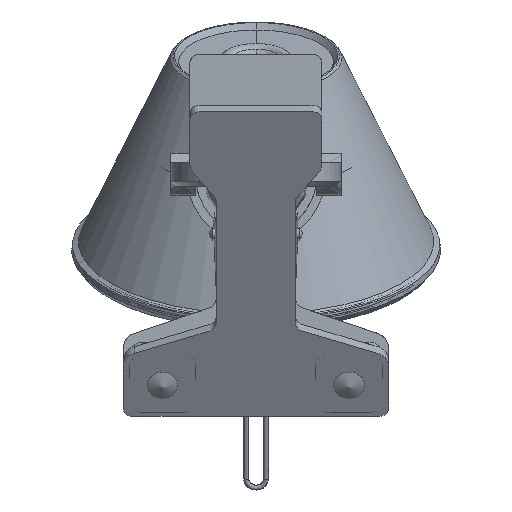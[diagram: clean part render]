
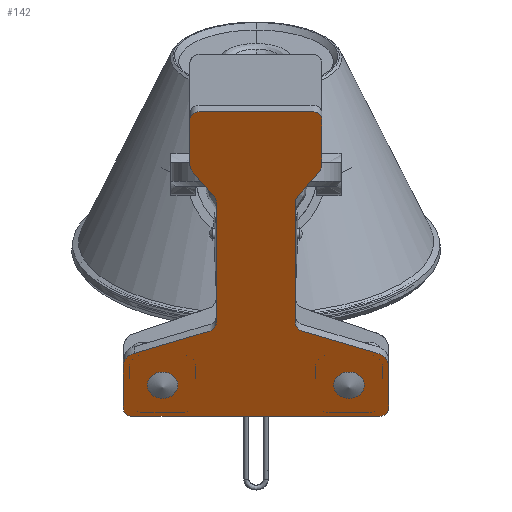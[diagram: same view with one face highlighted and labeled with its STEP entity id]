
A CAD part, left-side view. The second image highlights one B-rep face of the part: STEP entity #142.
In plain terms, the highlighted planar face has unit normal (-0.866, 0, -0.5).
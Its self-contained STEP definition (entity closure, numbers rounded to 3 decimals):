
#142=ADVANCED_FACE($,(#435),#3466,.T.);
#435=FACE_OUTER_BOUND($,#732,.T.);
#732=EDGE_LOOP($,(#1164,#1165));
#1164=ORIENTED_EDGE($,*,*,#2383,.F.);
#1165=ORIENTED_EDGE($,*,*,#2378,.F.);
#2378=EDGE_CURVE($,#3055,#3057,#3785,.T.);
#2383=EDGE_CURVE($,#3057,#3055,#3788,.T.);
#3055=VERTEX_POINT($,#5761);
#3057=VERTEX_POINT($,#5763);
#3466=PLANE($,#4559);
#3785=(
BOUNDED_CURVE()
B_SPLINE_CURVE(2,(#5519,#5520,#5521,#5522,#5523,#5524,#5525,#5526,#5527,
#5528,#5529,#5530,#5531,#5532,#5533,#5534,#5535,#5536,#5537,#5538,#5539,
#5540,#5541),.UNSPECIFIED.,.F.,.F.)
B_SPLINE_CURVE_WITH_KNOTS((3,2,2,2,2,2,2,2,2,2,2,3),(0.,24.,31.35,
35.237,59.071,65.134,79.55,84.065,
158.065,162.58,176.996,183.059),.UNSPECIFIED.)
CURVE()
GEOMETRIC_REPRESENTATION_ITEM()
RATIONAL_B_SPLINE_CURVE((1.,1.,1.,1.,1.,0.813,1.,1.,1.,0.813,
1.,1.,1.,0.707,1.,1.,1.,0.707,1.,1.,1.,0.813,
1.))
REPRESENTATION_ITEM($)
);
#3788=(
BOUNDED_CURVE()
B_SPLINE_CURVE(2,(#5594,#5595,#5596,#5597,#5598,#5599,#5600,#5601,#5602,
#5603,#5604,#5605,#5606,#5607,#5608,#5609,#5610,#5611,#5612,#5613,#5614,
#5615,#5616,#5617,#5618,#5619,#5620,#5621,#5622,#5623,#5624,#5625,#5626,
#5627,#5628),.UNSPECIFIED.,.F.,.F.)
B_SPLINE_CURVE_WITH_KNOTS((3,2,2,2,2,2,2,2,2,2,2,2,2,2,2,2,2,3),(183.059,
206.893,210.78,218.13,242.13,252.617,
254.652,265.152,268.326,283.638,288.153,
322.153,326.668,341.98,345.154,355.654,
357.689,368.176),.UNSPECIFIED.)
CURVE()
GEOMETRIC_REPRESENTATION_ITEM()
RATIONAL_B_SPLINE_CURVE((1.,1.,1.,0.813,1.,1.,1.,1.,1.,1.,1.,
0.947,1.,1.,1.,0.947,1.,1.,1.,0.707,1.,
1.,1.,0.707,1.,1.,1.,0.947,1.,1.,1.,0.947,
1.,1.,1.))
REPRESENTATION_ITEM($)
);
#4559=AXIS2_PLACEMENT_3D($,#5710,#4665,$);
#4665=DIRECTION($,(-0.866,0.,-0.5));
#5519=CARTESIAN_POINT($,(-43.321,-11.734,-17.716));
#5520=CARTESIAN_POINT($,(-37.32,-11.734,-28.108));
#5521=CARTESIAN_POINT($,(-31.32,-11.734,-38.5));
#5522=CARTESIAN_POINT($,(-29.483,-11.734,-41.683));
#5523=CARTESIAN_POINT($,(-27.645,-11.734,-44.866));
#5524=CARTESIAN_POINT($,(-26.525,-11.734,-46.806));
#5525=CARTESIAN_POINT($,(-26.165,-13.855,-47.429));
#5526=CARTESIAN_POINT($,(-24.251,-25.141,-50.745));
#5527=CARTESIAN_POINT($,(-22.336,-36.426,-54.061));
#5528=CARTESIAN_POINT($,(-21.775,-39.734,-55.033));
#5529=CARTESIAN_POINT($,(-20.029,-39.734,-58.058));
#5530=CARTESIAN_POINT($,(-16.424,-39.734,-64.301));
#5531=CARTESIAN_POINT($,(-12.82,-39.734,-70.543));
#5532=CARTESIAN_POINT($,(-11.383,-39.734,-73.033));
#5533=CARTESIAN_POINT($,(-11.383,-36.86,-73.033));
#5534=CARTESIAN_POINT($,(-11.383,0.14,-73.033));
#5535=CARTESIAN_POINT($,(-11.383,37.14,-73.033));
#5536=CARTESIAN_POINT($,(-11.383,40.015,-73.033));
#5537=CARTESIAN_POINT($,(-12.82,40.015,-70.543));
#5538=CARTESIAN_POINT($,(-16.424,40.015,-64.301));
#5539=CARTESIAN_POINT($,(-20.029,40.015,-58.058));
#5540=CARTESIAN_POINT($,(-21.775,40.015,-55.033));
#5541=CARTESIAN_POINT($,(-22.336,36.706,-54.061));
#5594=CARTESIAN_POINT($,(-22.336,36.706,-54.061));
#5595=CARTESIAN_POINT($,(-24.251,25.421,-50.745));
#5596=CARTESIAN_POINT($,(-26.165,14.136,-47.429));
#5597=CARTESIAN_POINT($,(-26.525,12.015,-46.806));
#5598=CARTESIAN_POINT($,(-27.645,12.015,-44.866));
#5599=CARTESIAN_POINT($,(-29.483,12.015,-41.683));
#5600=CARTESIAN_POINT($,(-31.32,12.015,-38.5));
#5601=CARTESIAN_POINT($,(-37.32,12.015,-28.108));
#5602=CARTESIAN_POINT($,(-43.321,12.015,-17.716));
#5603=CARTESIAN_POINT($,(-45.942,12.015,-13.175));
#5604=CARTESIAN_POINT($,(-48.564,12.015,-8.634));
#5605=CARTESIAN_POINT($,(-49.092,12.015,-7.72));
#5606=CARTESIAN_POINT($,(-49.511,12.654,-6.993));
#5607=CARTESIAN_POINT($,(-51.6,15.836,-3.377));
#5608=CARTESIAN_POINT($,(-53.688,19.018,0.24));
#5609=CARTESIAN_POINT($,(-54.342,20.015,1.373));
#5610=CARTESIAN_POINT($,(-55.165,20.015,2.798));
#5611=CARTESIAN_POINT($,(-58.993,20.015,9.429));
#5612=CARTESIAN_POINT($,(-62.821,20.015,16.059));
#5613=CARTESIAN_POINT($,(-64.258,20.015,18.548));
#5614=CARTESIAN_POINT($,(-64.258,17.14,18.548));
#5615=CARTESIAN_POINT($,(-64.258,0.14,18.548));
#5616=CARTESIAN_POINT($,(-64.258,-16.86,18.548));
#5617=CARTESIAN_POINT($,(-64.258,-19.734,18.548));
#5618=CARTESIAN_POINT($,(-62.821,-19.734,16.059));
#5619=CARTESIAN_POINT($,(-58.993,-19.734,9.429));
#5620=CARTESIAN_POINT($,(-55.165,-19.734,2.798));
#5621=CARTESIAN_POINT($,(-54.342,-19.734,1.373));
#5622=CARTESIAN_POINT($,(-53.688,-18.737,0.24));
#5623=CARTESIAN_POINT($,(-51.6,-15.555,-3.377));
#5624=CARTESIAN_POINT($,(-49.511,-12.373,-6.993));
#5625=CARTESIAN_POINT($,(-49.092,-11.734,-7.72));
#5626=CARTESIAN_POINT($,(-48.564,-11.734,-8.634));
#5627=CARTESIAN_POINT($,(-45.942,-11.734,-13.175));
#5628=CARTESIAN_POINT($,(-43.321,-11.734,-17.716));
#5710=CARTESIAN_POINT($,(-11.383,-39.734,-73.033));
#5761=CARTESIAN_POINT($,(-43.321,-11.734,-17.716));
#5763=CARTESIAN_POINT($,(-22.336,36.706,-54.061));
